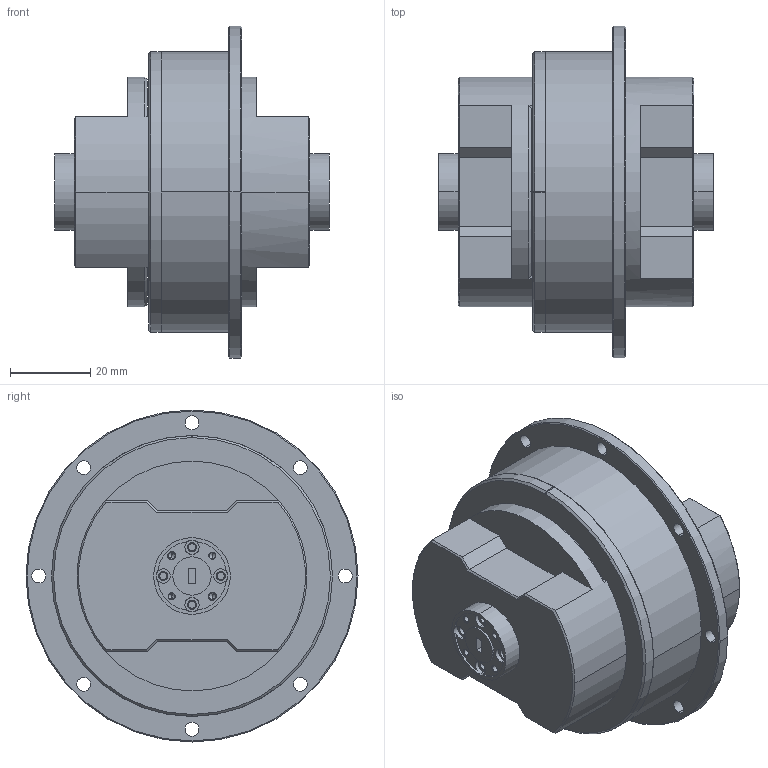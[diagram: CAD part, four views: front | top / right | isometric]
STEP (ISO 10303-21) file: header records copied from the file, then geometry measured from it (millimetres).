
FILE_DESCRIPTION (( 'STEP AP203' ), '1' );
FILE_NAME ('SAN-15I15I-S1_Simplified.STEP', '2023-11-09T18:28:46', ( '' ), ( '' ), 'SwSTEP 2.0', 'SolidWorks 2021', '' );
FILE_SCHEMA (( 'CONFIG_CONTROL_DESIGN' ));
Length unit declared in the file: inch
Products named in the file (1): SAN-15I15I-S1_Simplified
Bounding box: 68.29 x 82.55 x 82.55 mm (x, y, z)
Volume: 167833.8 mm3; surface area: 24664.3 mm2
Topology: 1 solids, 1 shells, 254 faces, 618 edges, 378 vertices
Faces by surface type: plane 98, cylinder 95, cone 61
Entity records: 7465 total; most frequent: DIRECTION 1360, CARTESIAN_POINT 1295, ORIENTED_EDGE 1204, EDGE_CURVE 602, AXIS2_PLACEMENT_3D 523, VERTEX_POINT 378, LINE 314, VECTOR 314
